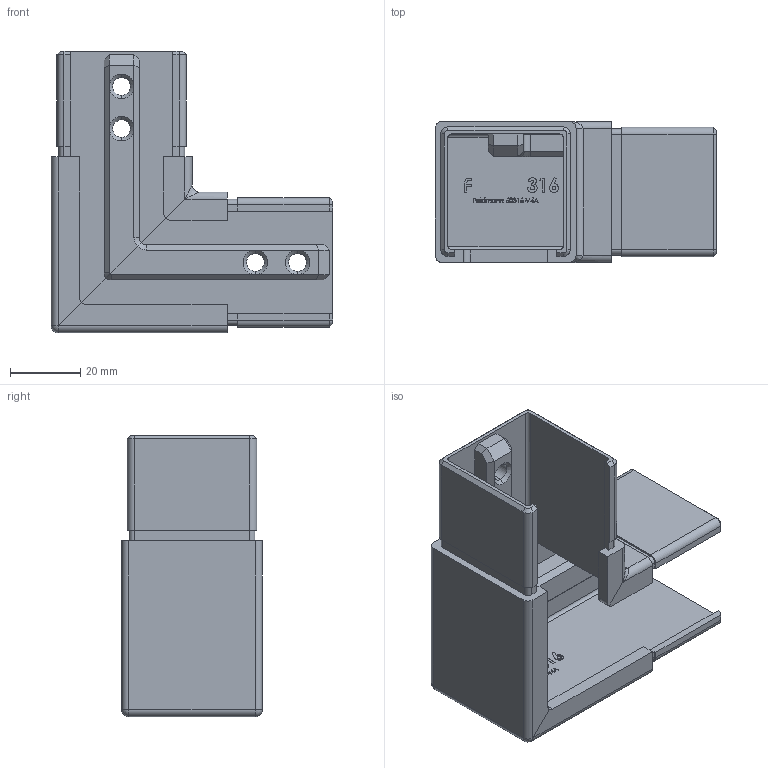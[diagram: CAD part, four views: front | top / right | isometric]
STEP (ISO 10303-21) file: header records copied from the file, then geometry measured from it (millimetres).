
FILE_DESCRIPTION (( 'STEP AP203' ), '1' );
FILE_NAME ('60316-V4A.step', '2020-11-26T11:38:48', ( '' ), ( '' ), 'SwSTEP 2.0', 'SolidWorks 2018', '' );
FILE_SCHEMA (( 'CONFIG_CONTROL_DESIGN' ));
Length unit declared in the file: millimetre
Products named in the file (2): 60316-V4A
Bounding box: 80 x 40 x 80 mm (x, y, z)
Volume: 45176 mm3; surface area: 30406.5 mm2
Topology: 1 solids, 1 shells, 452 faces, 1162 edges, 734 vertices
Faces by surface type: plane 262, bspline 114, cylinder 46, cone 28, sphere 2
Entity records: 19515 total; most frequent: CARTESIAN_POINT 9136, ORIENTED_EDGE 2316, DIRECTION 1726, EDGE_CURVE 1158, VECTOR 806, LINE 806, VERTEX_POINT 734, EDGE_LOOP 486
